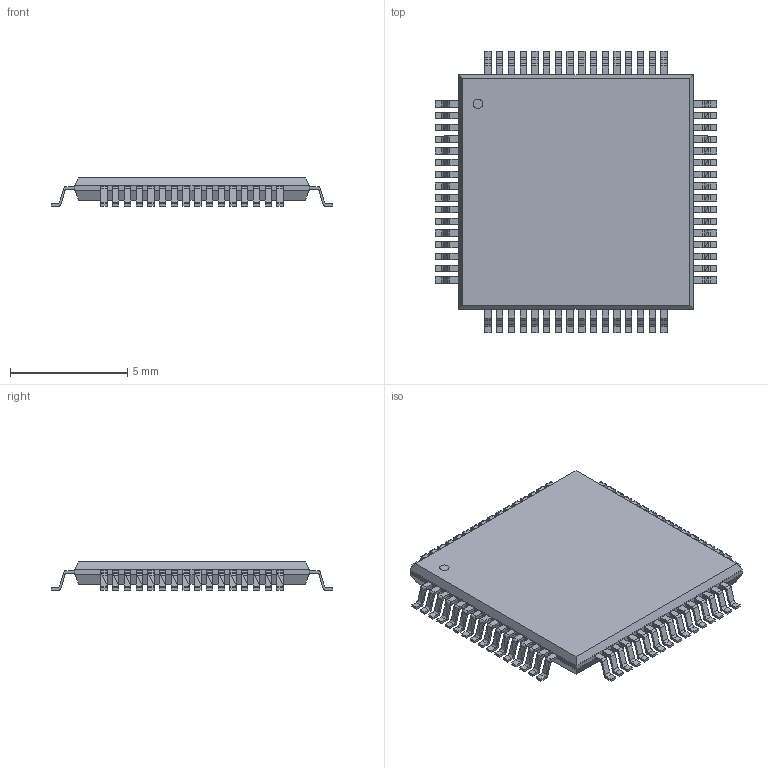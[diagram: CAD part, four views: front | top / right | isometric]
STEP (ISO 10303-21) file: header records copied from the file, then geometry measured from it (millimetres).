
FILE_DESCRIPTION(('STEP AP214'),'1');
FILE_NAME('QFP64-16X16_P0_5','2017-11-07T08:58:24',(''),(''),'','','');
FILE_SCHEMA(('AUTOMOTIVE_DESIGN'));
Length unit declared in the file: millimetre
Products named in the file (1): product
Bounding box: 12 x 12 x 1.2 mm (x, y, z)
Volume: 2.5 mm3; surface area: 301.4 mm2
Topology: 65 solids, 79 shells, 913 faces, 2363 edges, 1594 vertices
Faces by surface type: plane 656, cylinder 257
Full cylindrical faces by diameter (mm): 0.4 x1
Entity records: 28774 total; most frequent: CARTESIAN_POINT 4935, DIRECTION 4834, ORIENTED_EDGE 4668, EDGE_CURVE 2362, LINE 1848, VECTOR 1848, VERTEX_POINT 1650, AXIS2_PLACEMENT_3D 1493
